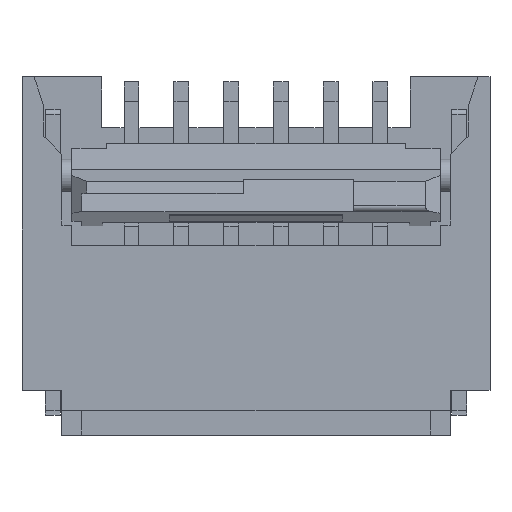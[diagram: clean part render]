
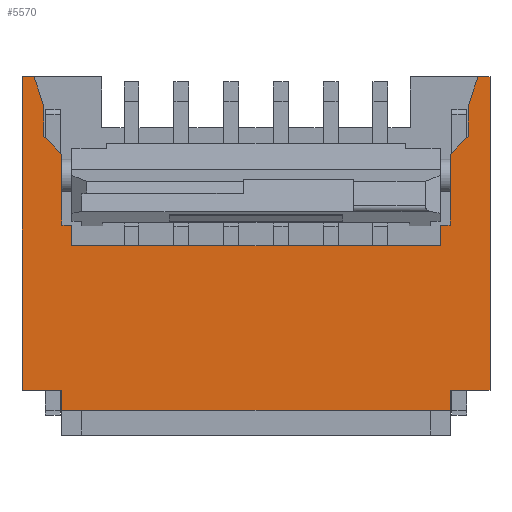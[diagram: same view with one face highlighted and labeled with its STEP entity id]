
A CAD part, top view. The second image highlights one B-rep face of the part: STEP entity #5570.
In plain terms, the highlighted planar face has unit normal (0, 0, 1).
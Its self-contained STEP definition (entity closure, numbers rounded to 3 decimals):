
#64 = VERTEX_POINT('',#65);
#65 = CARTESIAN_POINT('',(-2.35,1.7,1.02));
#71 = EDGE_CURVE('',#64,#72,#74,.T.);
#72 = VERTEX_POINT('',#73);
#73 = CARTESIAN_POINT('',(-2.35,-1.45,1.02));
#74 = LINE('',#75,#76);
#75 = CARTESIAN_POINT('',(-2.35,1.7,1.02));
#76 = VECTOR('',#77,1.);
#77 = DIRECTION('',(0.,-1.,0.));
#718 = VERTEX_POINT('',#719);
#719 = CARTESIAN_POINT('',(1.85,0.,1.02));
#725 = EDGE_CURVE('',#726,#718,#728,.T.);
#726 = VERTEX_POINT('',#727);
#727 = CARTESIAN_POINT('',(-1.85,0.,1.02));
#728 = LINE('',#729,#730);
#729 = CARTESIAN_POINT('',(-1.85,0.,1.02));
#730 = VECTOR('',#731,1.);
#731 = DIRECTION('',(1.,0.,0.));
#1469 = VERTEX_POINT('',#1470);
#1470 = CARTESIAN_POINT('',(1.95,-1.45,1.02));
#1476 = EDGE_CURVE('',#1477,#1469,#1479,.T.);
#1477 = VERTEX_POINT('',#1478);
#1478 = CARTESIAN_POINT('',(2.35,-1.45,1.02));
#1479 = LINE('',#1480,#1481);
#1480 = CARTESIAN_POINT('',(2.35,-1.45,1.02));
#1481 = VECTOR('',#1482,1.);
#1482 = DIRECTION('',(-1.,0.,0.));
#1794 = EDGE_CURVE('',#1795,#1477,#1797,.T.);
#1795 = VERTEX_POINT('',#1796);
#1796 = CARTESIAN_POINT('',(2.35,1.7,1.02));
#1797 = LINE('',#1798,#1799);
#1798 = CARTESIAN_POINT('',(2.35,1.7,1.02));
#1799 = VECTOR('',#1800,1.);
#1800 = DIRECTION('',(0.,-1.,0.));
#5431 = VERTEX_POINT('',#5432);
#5432 = CARTESIAN_POINT('',(-2.13,1.4,1.02));
#5438 = EDGE_CURVE('',#5439,#5431,#5441,.T.);
#5439 = VERTEX_POINT('',#5440);
#5440 = CARTESIAN_POINT('',(-2.23,1.7,1.02));
#5441 = LINE('',#5442,#5443);
#5442 = CARTESIAN_POINT('',(-2.23,1.7,1.02));
#5443 = VECTOR('',#5444,1.);
#5444 = DIRECTION('',(0.316,-0.949,0.)
  );
#5463 = VERTEX_POINT('',#5464);
#5464 = CARTESIAN_POINT('',(-2.13,1.1,1.02));
#5470 = EDGE_CURVE('',#5431,#5463,#5471,.T.);
#5471 = LINE('',#5472,#5473);
#5472 = CARTESIAN_POINT('',(-2.13,1.4,1.02));
#5473 = VECTOR('',#5474,1.);
#5474 = DIRECTION('',(0.,-1.,0.));
#5487 = VERTEX_POINT('',#5488);
#5488 = CARTESIAN_POINT('',(-1.95,0.92,1.02));
#5494 = EDGE_CURVE('',#5463,#5487,#5495,.T.);
#5495 = LINE('',#5496,#5497);
#5496 = CARTESIAN_POINT('',(-2.13,1.1,1.02));
#5497 = VECTOR('',#5498,1.);
#5498 = DIRECTION('',(0.707,-0.707,0.)
  );
#5511 = VERTEX_POINT('',#5512);
#5512 = CARTESIAN_POINT('',(-1.95,0.21,1.02));
#5518 = EDGE_CURVE('',#5487,#5511,#5519,.T.);
#5519 = LINE('',#5520,#5521);
#5520 = CARTESIAN_POINT('',(-1.95,0.92,1.02));
#5521 = VECTOR('',#5522,1.);
#5522 = DIRECTION('',(0.,-1.,0.));
#5535 = VERTEX_POINT('',#5536);
#5536 = CARTESIAN_POINT('',(-1.85,0.21,1.02));
#5542 = EDGE_CURVE('',#5511,#5535,#5543,.T.);
#5543 = LINE('',#5544,#5545);
#5544 = CARTESIAN_POINT('',(-1.95,0.21,1.02));
#5545 = VECTOR('',#5546,1.);
#5546 = DIRECTION('',(1.,0.,0.));
#5559 = EDGE_CURVE('',#5535,#726,#5560,.T.);
#5560 = LINE('',#5561,#5562);
#5561 = CARTESIAN_POINT('',(-1.85,0.21,1.02));
#5562 = VECTOR('',#5563,1.);
#5563 = DIRECTION('',(0.,-1.,0.));
#5570 = ADVANCED_FACE('',(#5571),#5673,.T.);
#5571 = FACE_BOUND('',#5572,.F.);
#5572 = EDGE_LOOP('',(#5573,#5574,#5575,#5576,#5577,#5578,#5579,#5580,
    #5588,#5596,#5604,#5612,#5620,#5628,#5634,#5635,#5636,#5644,#5652,
    #5660,#5666,#5667));
#5573 = ORIENTED_EDGE('',*,*,#5438,.T.);
#5574 = ORIENTED_EDGE('',*,*,#5470,.T.);
#5575 = ORIENTED_EDGE('',*,*,#5494,.T.);
#5576 = ORIENTED_EDGE('',*,*,#5518,.T.);
#5577 = ORIENTED_EDGE('',*,*,#5542,.T.);
#5578 = ORIENTED_EDGE('',*,*,#5559,.T.);
#5579 = ORIENTED_EDGE('',*,*,#725,.T.);
#5580 = ORIENTED_EDGE('',*,*,#5581,.T.);
#5581 = EDGE_CURVE('',#718,#5582,#5584,.T.);
#5582 = VERTEX_POINT('',#5583);
#5583 = CARTESIAN_POINT('',(1.85,0.21,1.02));
#5584 = LINE('',#5585,#5586);
#5585 = CARTESIAN_POINT('',(1.85,0.,1.02));
#5586 = VECTOR('',#5587,1.);
#5587 = DIRECTION('',(0.,1.,0.));
#5588 = ORIENTED_EDGE('',*,*,#5589,.T.);
#5589 = EDGE_CURVE('',#5582,#5590,#5592,.T.);
#5590 = VERTEX_POINT('',#5591);
#5591 = CARTESIAN_POINT('',(1.95,0.21,1.02));
#5592 = LINE('',#5593,#5594);
#5593 = CARTESIAN_POINT('',(1.85,0.21,1.02));
#5594 = VECTOR('',#5595,1.);
#5595 = DIRECTION('',(1.,0.,0.));
#5596 = ORIENTED_EDGE('',*,*,#5597,.T.);
#5597 = EDGE_CURVE('',#5590,#5598,#5600,.T.);
#5598 = VERTEX_POINT('',#5599);
#5599 = CARTESIAN_POINT('',(1.95,0.92,1.02));
#5600 = LINE('',#5601,#5602);
#5601 = CARTESIAN_POINT('',(1.95,0.21,1.02));
#5602 = VECTOR('',#5603,1.);
#5603 = DIRECTION('',(0.,1.,0.));
#5604 = ORIENTED_EDGE('',*,*,#5605,.T.);
#5605 = EDGE_CURVE('',#5598,#5606,#5608,.T.);
#5606 = VERTEX_POINT('',#5607);
#5607 = CARTESIAN_POINT('',(2.13,1.1,1.02));
#5608 = LINE('',#5609,#5610);
#5609 = CARTESIAN_POINT('',(1.95,0.92,1.02));
#5610 = VECTOR('',#5611,1.);
#5611 = DIRECTION('',(0.707,0.707,0.)
  );
#5612 = ORIENTED_EDGE('',*,*,#5613,.T.);
#5613 = EDGE_CURVE('',#5606,#5614,#5616,.T.);
#5614 = VERTEX_POINT('',#5615);
#5615 = CARTESIAN_POINT('',(2.13,1.4,1.02));
#5616 = LINE('',#5617,#5618);
#5617 = CARTESIAN_POINT('',(2.13,1.1,1.02));
#5618 = VECTOR('',#5619,1.);
#5619 = DIRECTION('',(0.,1.,0.));
#5620 = ORIENTED_EDGE('',*,*,#5621,.T.);
#5621 = EDGE_CURVE('',#5614,#5622,#5624,.T.);
#5622 = VERTEX_POINT('',#5623);
#5623 = CARTESIAN_POINT('',(2.23,1.7,1.02));
#5624 = LINE('',#5625,#5626);
#5625 = CARTESIAN_POINT('',(2.13,1.4,1.02));
#5626 = VECTOR('',#5627,1.);
#5627 = DIRECTION('',(0.316,0.949,0.)
  );
#5628 = ORIENTED_EDGE('',*,*,#5629,.T.);
#5629 = EDGE_CURVE('',#5622,#1795,#5630,.T.);
#5630 = LINE('',#5631,#5632);
#5631 = CARTESIAN_POINT('',(2.23,1.7,1.02));
#5632 = VECTOR('',#5633,1.);
#5633 = DIRECTION('',(1.,0.,0.));
#5634 = ORIENTED_EDGE('',*,*,#1794,.T.);
#5635 = ORIENTED_EDGE('',*,*,#1476,.T.);
#5636 = ORIENTED_EDGE('',*,*,#5637,.T.);
#5637 = EDGE_CURVE('',#1469,#5638,#5640,.T.);
#5638 = VERTEX_POINT('',#5639);
#5639 = CARTESIAN_POINT('',(1.95,-1.65,1.02));
#5640 = LINE('',#5641,#5642);
#5641 = CARTESIAN_POINT('',(1.95,-1.45,1.02));
#5642 = VECTOR('',#5643,1.);
#5643 = DIRECTION('',(0.,-1.,0.));
#5644 = ORIENTED_EDGE('',*,*,#5645,.F.);
#5645 = EDGE_CURVE('',#5646,#5638,#5648,.T.);
#5646 = VERTEX_POINT('',#5647);
#5647 = CARTESIAN_POINT('',(-1.95,-1.65,1.02));
#5648 = LINE('',#5649,#5650);
#5649 = CARTESIAN_POINT('',(-1.95,-1.65,1.02));
#5650 = VECTOR('',#5651,1.);
#5651 = DIRECTION('',(1.,0.,0.));
#5652 = ORIENTED_EDGE('',*,*,#5653,.F.);
#5653 = EDGE_CURVE('',#5654,#5646,#5656,.T.);
#5654 = VERTEX_POINT('',#5655);
#5655 = CARTESIAN_POINT('',(-1.95,-1.45,1.02));
#5656 = LINE('',#5657,#5658);
#5657 = CARTESIAN_POINT('',(-1.95,-1.45,1.02));
#5658 = VECTOR('',#5659,1.);
#5659 = DIRECTION('',(0.,-1.,0.));
#5660 = ORIENTED_EDGE('',*,*,#5661,.F.);
#5661 = EDGE_CURVE('',#72,#5654,#5662,.T.);
#5662 = LINE('',#5663,#5664);
#5663 = CARTESIAN_POINT('',(-2.35,-1.45,1.02));
#5664 = VECTOR('',#5665,1.);
#5665 = DIRECTION('',(1.,0.,0.));
#5666 = ORIENTED_EDGE('',*,*,#71,.F.);
#5667 = ORIENTED_EDGE('',*,*,#5668,.T.);
#5668 = EDGE_CURVE('',#64,#5439,#5669,.T.);
#5669 = LINE('',#5670,#5671);
#5670 = CARTESIAN_POINT('',(-2.35,1.7,1.02));
#5671 = VECTOR('',#5672,1.);
#5672 = DIRECTION('',(1.,0.,0.));
#5673 = PLANE('',#5674);
#5674 = AXIS2_PLACEMENT_3D('',#5675,#5676,#5677);
#5675 = CARTESIAN_POINT('',(-2.35,1.7,1.02));
#5676 = DIRECTION('',(0.,0.,1.));
#5677 = DIRECTION('',(0.,-1.,0.));
